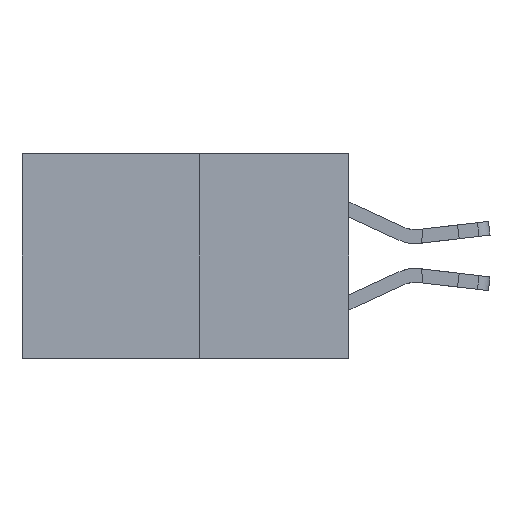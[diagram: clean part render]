
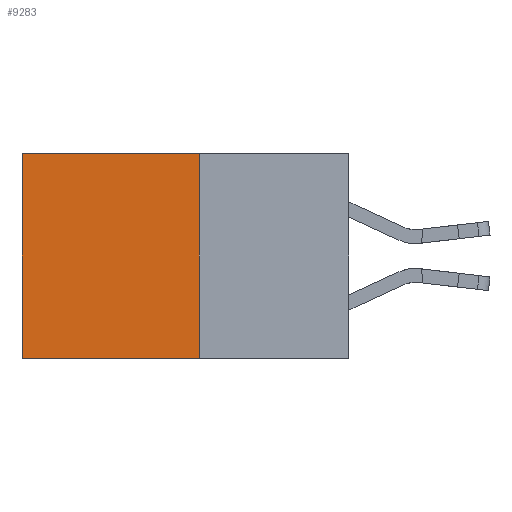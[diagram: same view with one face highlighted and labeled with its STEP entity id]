
A CAD part, left-side view. The second image highlights one B-rep face of the part: STEP entity #9283.
In plain terms, the highlighted planar face has unit normal (-1, 0, 0).
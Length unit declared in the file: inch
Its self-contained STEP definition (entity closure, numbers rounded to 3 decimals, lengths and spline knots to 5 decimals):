
#834 = CARTESIAN_POINT ( 'NONE',  ( 0.277, 0.27, -0.37 ) ) ;
#1196 = ORIENTED_EDGE ( 'NONE', *, *, #8226, .T. ) ;
#1797 = ORIENTED_EDGE ( 'NONE', *, *, #10126, .F. ) ;
#1993 = DIRECTION ( 'NONE',  ( 1., 0., 0. ) ) ;
#2144 = VECTOR ( 'NONE', #15729, 39.37008 ) ;
#2475 = DIRECTION ( 'NONE',  ( 0., 1., 0. ) ) ;
#3060 = VERTEX_POINT ( 'NONE', #834 ) ;
#4318 = VECTOR ( 'NONE', #11895, 39.37008 ) ;
#4390 = FACE_OUTER_BOUND ( 'NONE', #6188, .T. ) ;
#5535 = LINE ( 'NONE', #8480, #2144 ) ;
#5802 = CARTESIAN_POINT ( 'NONE',  ( 0.277, 0.27, -0.37 ) ) ;
#6008 = ORIENTED_EDGE ( 'NONE', *, *, #6497, .F. ) ;
#6188 = EDGE_LOOP ( 'NONE', ( #7828, #1797, #6008, #1196 ) ) ;
#6497 = EDGE_CURVE ( 'NONE', #8949, #3060, #9826, .T. ) ;
#6567 = VECTOR ( 'NONE', #2475, 39.37008 ) ;
#6964 = LINE ( 'NONE', #14996, #6567 ) ;
#7409 = CARTESIAN_POINT ( 'NONE',  ( 0.277, 0.59, -0.37 ) ) ;
#7744 = LINE ( 'NONE', #11847, #4318 ) ;
#7799 = VERTEX_POINT ( 'NONE', #13538 ) ;
#7828 = ORIENTED_EDGE ( 'NONE', *, *, #10495, .T. ) ;
#8226 = EDGE_CURVE ( 'NONE', #8949, #7799, #7744, .T. ) ;
#8480 = CARTESIAN_POINT ( 'NONE',  ( 0.277, 0.59, -0.37 ) ) ;
#8805 = AXIS2_PLACEMENT_3D ( 'NONE', #5802, #1993, #10930 ) ;
#8949 = VERTEX_POINT ( 'NONE', #12357 ) ;
#9283 = ADVANCED_FACE ( 'NONE', ( #4390 ), #9703, .F. ) ;
#9703 = PLANE ( 'NONE',  #8805 ) ;
#9826 = LINE ( 'NONE', #12118, #12650 ) ;
#10013 = VERTEX_POINT ( 'NONE', #7409 ) ;
#10126 = EDGE_CURVE ( 'NONE', #3060, #10013, #6964, .T. ) ;
#10495 = EDGE_CURVE ( 'NONE', #7799, #10013, #5535, .T. ) ;
#10930 = DIRECTION ( 'NONE',  ( 0., 0., -1. ) ) ;
#11847 = CARTESIAN_POINT ( 'NONE',  ( 0.277, 0.27, 0. ) ) ;
#11895 = DIRECTION ( 'NONE',  ( 0., 1., 0. ) ) ;
#12118 = CARTESIAN_POINT ( 'NONE',  ( 0.277, 0.27, -0.37 ) ) ;
#12357 = CARTESIAN_POINT ( 'NONE',  ( 0.277, 0.27, 0. ) ) ;
#12650 = VECTOR ( 'NONE', #13346, 39.37008 ) ;
#13346 = DIRECTION ( 'NONE',  ( 0., 0., -1. ) ) ;
#13538 = CARTESIAN_POINT ( 'NONE',  ( 0.277, 0.59, 0. ) ) ;
#14996 = CARTESIAN_POINT ( 'NONE',  ( 0.277, 0.27, -0.37 ) ) ;
#15729 = DIRECTION ( 'NONE',  ( 0., 0., -1. ) ) ;
